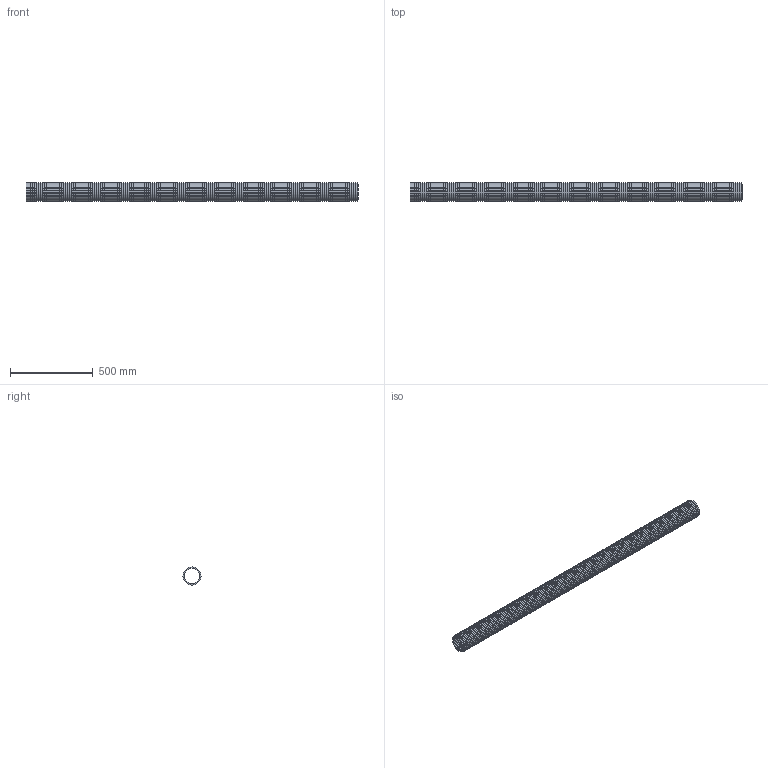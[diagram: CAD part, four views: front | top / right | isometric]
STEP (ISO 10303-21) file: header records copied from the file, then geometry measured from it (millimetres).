
FILE_DESCRIPTION (( 'STEP AP203' ), '1' );
FILE_NAME ('CTG12-110-K04-050.STEP', '2016-06-16T07:16:45', ( '' ), ( '' ), 'SwSTEP 2.0', 'SolidWorks 2014', '' );
FILE_SCHEMA (( 'CONFIG_CONTROL_DESIGN' ));
Length unit declared in the file: millimetre
Products named in the file (1): CTG12-110-K04-050
Bounding box: 2002.2 x 110 x 110 mm (x, y, z)
Volume: 837790.8 mm3; surface area: 3498561 mm2
Topology: 1 solids, 161 shells, 1284 faces, 2086 edges, 1444 vertices
Faces by surface type: plane 642, cylinder 642
Full cylindrical faces by diameter (mm): 94 x1, 94.6 x160, 96.4 x161, 109.2 x160, 110 x160
Entity records: 26085 total; most frequent: DIRECTION 5138, CARTESIAN_POINT 3853, AXIS2_PLACEMENT_3D 2569, EDGE_LOOP 2568, ORIENTED_EDGE 2568, FACE_OUTER_BOUND 1926, ADVANCED_FACE 1284, VERTEX_POINT 1284
